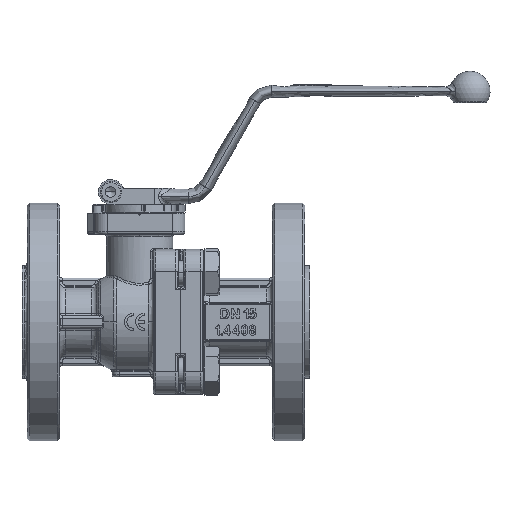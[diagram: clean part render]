
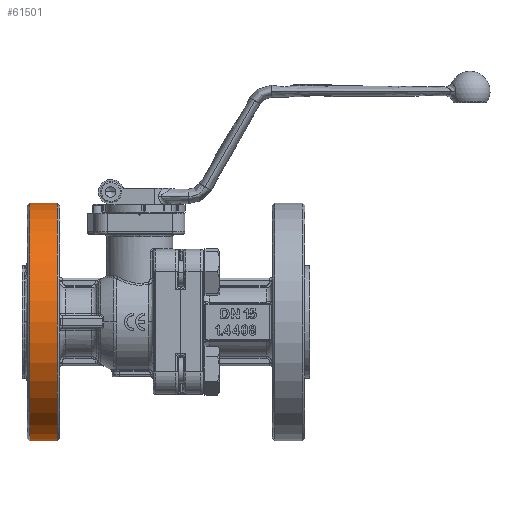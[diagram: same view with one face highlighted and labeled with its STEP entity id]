
A CAD part, front view. The second image highlights one B-rep face of the part: STEP entity #61501.
In plain terms, the highlighted cylindrical face has radius 47.5 mm (diameter 95 mm), a partial arc.
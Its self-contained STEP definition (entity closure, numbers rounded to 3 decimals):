
#39139=CARTESIAN_POINT('',(-44.,-0.,47.5));
#39140=VERTEX_POINT('',#39139);
#39156=CARTESIAN_POINT('',(-44.,0.,-47.5));
#39157=VERTEX_POINT('',#39156);
#39164=CARTESIAN_POINT('',(-44.,-0.,-0.));
#39165=DIRECTION('',(-1.,-0.,-0.));
#39166=DIRECTION('',(-0.,-0.,1.));
#39167=AXIS2_PLACEMENT_3D('',#39164,#39165,#39166);
#39168=CIRCLE('',#39167,47.5);
#39169=EDGE_CURVE('',#39157,#39140,#39168,.T.);
#39179=CARTESIAN_POINT('',(-33.,-0.,47.5));
#39180=VERTEX_POINT('',#39179);
#39181=CARTESIAN_POINT('',(-33.,-0.,47.5));
#39182=DIRECTION('',(-1.,-0.,-0.));
#39183=VECTOR('',#39182,11.);
#39184=LINE('',#39181,#39183);
#39185=EDGE_CURVE('',#39180,#39140,#39184,.T.);
#39187=CARTESIAN_POINT('',(-33.,0.,-47.5));
#39188=VERTEX_POINT('',#39187);
#39196=CARTESIAN_POINT('',(-44.,0.,-47.5));
#39197=DIRECTION('',(1.,0.,0.));
#39198=VECTOR('',#39197,11.);
#39199=LINE('',#39196,#39198);
#39200=EDGE_CURVE('',#39157,#39188,#39199,.T.);
#61478=CARTESIAN_POINT('',(-33.,-0.,-0.));
#61479=DIRECTION('',(-1.,-0.,-0.));
#61480=DIRECTION('',(-0.,-0.,1.));
#61481=AXIS2_PLACEMENT_3D('',#61478,#61479,#61480);
#61482=CIRCLE('',#61481,47.5);
#61483=EDGE_CURVE('',#39188,#39180,#61482,.T.);
#61490=CARTESIAN_POINT('',(-38.5,-0.,-0.));
#61491=DIRECTION('',(1.,0.,0.));
#61492=DIRECTION('',(-0.,-0.,1.));
#61493=AXIS2_PLACEMENT_3D('',#61490,#61491,#61492);
#61494=CYLINDRICAL_SURFACE('',#61493,47.5);
#61495=ORIENTED_EDGE('',*,*,#39185,.T.);
#61496=ORIENTED_EDGE('',*,*,#39169,.F.);
#61497=ORIENTED_EDGE('',*,*,#39200,.T.);
#61498=ORIENTED_EDGE('',*,*,#61483,.T.);
#61499=EDGE_LOOP('',(#61495,#61496,#61497,#61498));
#61500=FACE_BOUND('',#61499,.T.);
#61501=ADVANCED_FACE('',(#61500),#61494,.T.);
